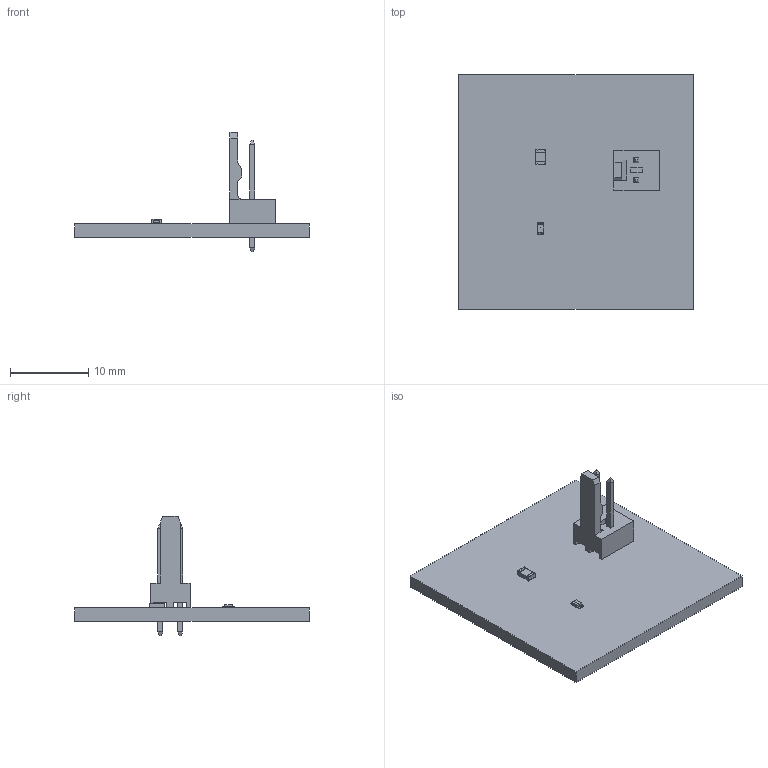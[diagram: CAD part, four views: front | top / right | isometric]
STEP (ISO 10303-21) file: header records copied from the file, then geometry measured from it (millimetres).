
FILE_DESCRIPTION(('Open CASCADE Model'),'2;1');
FILE_NAME('Open CASCADE Shape Model','2019-10-08T22:23:29',('Author'),( 'Open CASCADE'),'Open CASCADE STEP processor 6.8','Open CASCADE 6.8' ,'Unknown');
FILE_SCHEMA(('AUTOMOTIVE_DESIGN { 1 0 10303 214 1 1 1 1 }'));
Length unit declared in the file: millimetre
Products named in the file (10): PCB; Board; R1; User_Library-CR2012-0805; J1; 022292021; Open CASCADE STEP translator 6.8 2.3.1.1; Open CASCADE STEP translator 6.8 2.3.1.2; D1; User_Library-SMD_LED_0603
Assembly tree (9 placements, depth 4):
  PCB
    Board
    R1
      User_Library-CR2012-0805
    J1
      022292021
        Open CASCADE STEP translator 6.8 2.3.1.1
        Open CASCADE STEP translator 6.8 2.3.1.2
    D1
      User_Library-SMD_LED_0603
Bounding box: 30 x 30 x 15.26 mm (x, y, z)
Volume: 1635 mm3; surface area: 2300.3 mm2
Topology: 18 solids, 18 shells, 229 faces, 527 edges, 338 vertices
Faces by surface type: plane 198, cylinder 17, sphere 8, bspline 4, torus 2
Entity records: 7940 total; most frequent: CARTESIAN_POINT 1793, ORIENTED_EDGE 1030, DIRECTION 1026, EDGE_CURVE 515, LINE 464, VECTOR 464, VERTEX_POINT 330, AXIS2_PLACEMENT_3D 281
